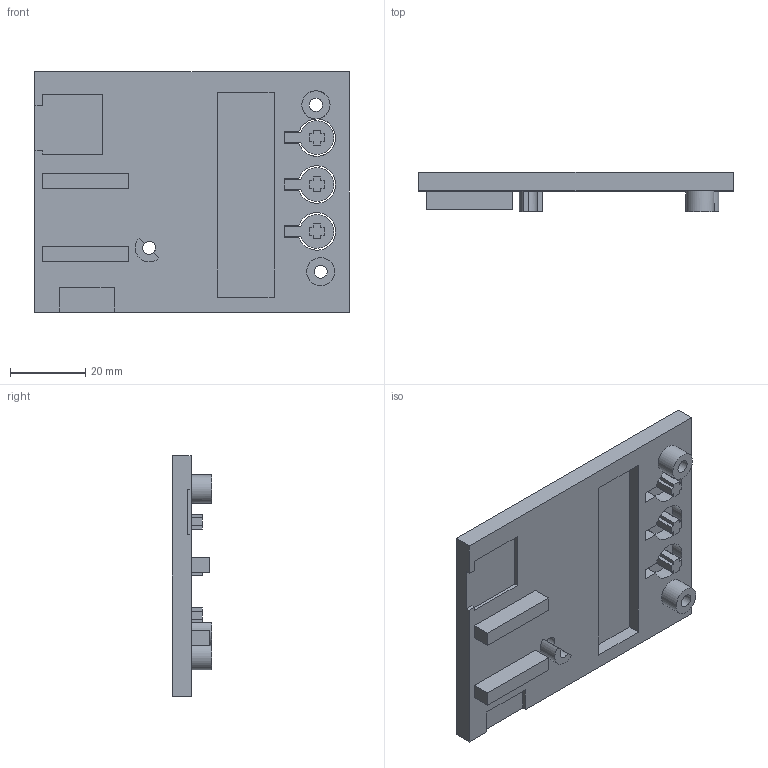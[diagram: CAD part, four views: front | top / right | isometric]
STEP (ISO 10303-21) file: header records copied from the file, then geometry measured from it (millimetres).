
FILE_DESCRIPTION(/* description */ (''),/* implementation_level */ '2;1');
FILE_NAME(/* name */ 'Front Panel.step',/* time_stamp */ '2020-05-11T18:36:30+01:00',/* author */ (''),/* organization */ (''),/* preprocessor_version */ 'ST-DEVELOPER v18.1',/* originating_system */ 'Autodesk Translation Framework v9.2.0.1227',/* authorisation */ '');
FILE_SCHEMA (('AUTOMOTIVE_DESIGN { 1 0 10303 214 3 1 1 }'));
Length unit declared in the file: millimetre
Products named in the file (1): Top
Bounding box: 83.72 x 10.5 x 64 mm (x, y, z)
Volume: 24056.4 mm3; surface area: 14979.9 mm2
Topology: 1 solids, 1 shells, 188 faces, 510 edges, 340 vertices
Faces by surface type: plane 127, bspline 46, cylinder 15
Full cylindrical faces by diameter (mm): 3.5 x3, 6 x3, 7.5 x2
Entity records: 6349 total; most frequent: CARTESIAN_POINT 1821, ORIENTED_EDGE 1020, DIRECTION 742, EDGE_CURVE 510, LINE 380, VECTOR 380, VERTEX_POINT 340, EDGE_LOOP 216
